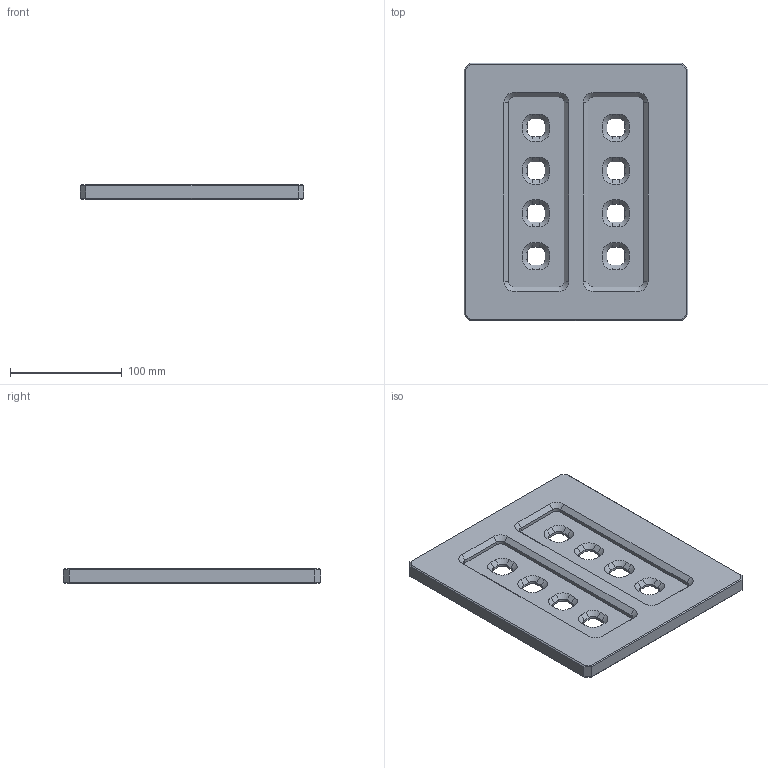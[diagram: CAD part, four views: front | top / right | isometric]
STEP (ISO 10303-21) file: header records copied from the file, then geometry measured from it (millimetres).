
FILE_DESCRIPTION(/* description */ ('Máscara Socket - TQFP48 (7x7)-AG127','CAx-IF Rec.Pracs.---Representation and Presentation of Product Manufacturing Information (PMI)---4.0---2014-10-13'),/* implementation_level */ '2;1');
FILE_NAME(/* name */ 'MSK-AG127-001..stp',/* time_stamp */ '2025-08-23T10:51:08-04:00',/* author */ ('wandr'),/* organization */ ('LIVOLTEK'),/* preprocessor_version */ 'ST-DEVELOPER v20.1',/* originating_system */ 'Autodesk Inventor 2026',/* authorisation */ '');
FILE_SCHEMA (('AP242_MANAGED_MODEL_BASED_3D_ENGINEERING_MIM_LF { 1 0 10303 442 2 1 4 }'));
Length unit declared in the file: millimetre
Products named in the file (1): MSK-AG127-001
Bounding box: 200 x 230 x 13 mm (x, y, z)
Volume: 455427 mm3; surface area: 104026 mm2
Topology: 1 solids, 1 shells, 188 faces, 456 edges, 272 vertices
Faces by surface type: plane 108, cone 40, cylinder 40
Entity records: 5787 total; most frequent: CARTESIAN_POINT 1037, DIRECTION 986, ORIENTED_EDGE 912, EDGE_CURVE 456, LINE 336, VECTOR 336, AXIS2_PLACEMENT_3D 325, VERTEX_POINT 272
